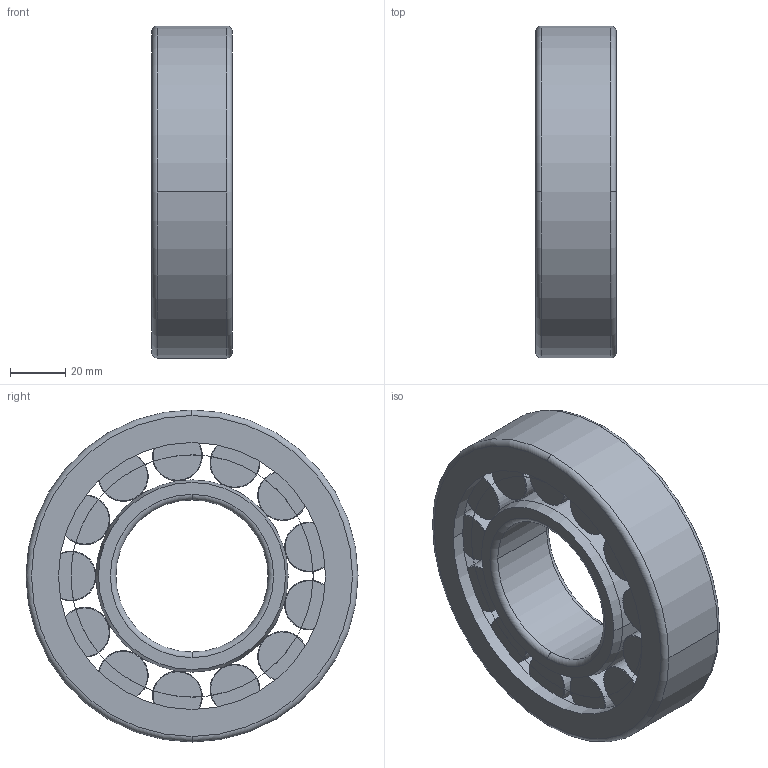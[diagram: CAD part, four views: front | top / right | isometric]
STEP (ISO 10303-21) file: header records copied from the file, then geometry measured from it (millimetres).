
FILE_DESCRIPTION(('STEP AP242'),'1');
FILE_NAME('snr_nu311emj30_2.stp','2024-09-20T08:21:08',('TraceParts'),('TraceParts S.A.'),'Spatial InterOp 3D',' ',' ');
FILE_SCHEMA(('AP242_MANAGED_MODEL_BASED_3D_ENGINEERING_MIM_LF {1 0 10303 442 1 1 4}'));
Length unit declared in the file: millimetre
Products named in the file (1): snr_nu311emj30_2_1
Bounding box: 29 x 120 x 120 mm (x, y, z)
Volume: 191632.1 mm3; surface area: 64675.4 mm2
Topology: 3 solids, 3 shells, 162 faces, 429 edges, 273 vertices
Faces by surface type: torus 75, plane 45, cylinder 38, cone 4
Entity records: 6271 total; most frequent: CARTESIAN_POINT 1933, DIRECTION 1094, ORIENTED_EDGE 858, AXIS2_PLACEMENT_3D 526, EDGE_CURVE 429, CIRCLE 361, VERTEX_POINT 273, EDGE_LOOP 168
